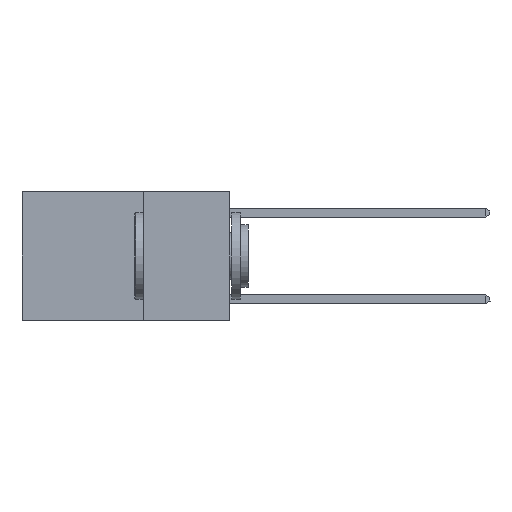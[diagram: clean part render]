
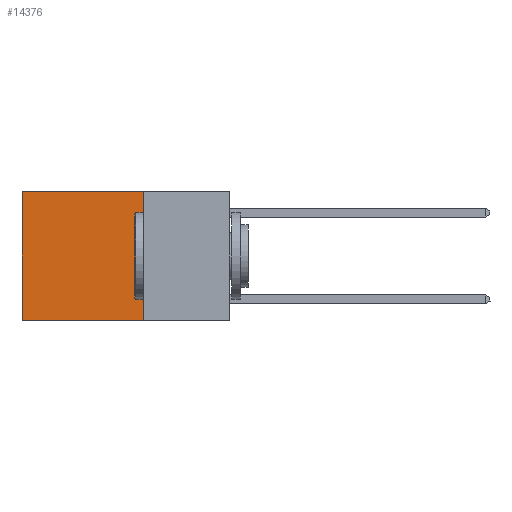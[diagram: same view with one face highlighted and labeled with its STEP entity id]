
A CAD part, left-side view. The second image highlights one B-rep face of the part: STEP entity #14376.
In plain terms, the highlighted planar face has unit normal (-1, 0, 0).
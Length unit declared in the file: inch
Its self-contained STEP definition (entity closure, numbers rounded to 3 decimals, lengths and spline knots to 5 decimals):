
#478 = LINE ( 'NONE', #8826, #830 ) ;
#830 = VECTOR ( 'NONE', #10863, 39.37008 ) ;
#1748 = LINE ( 'NONE', #24568, #10790 ) ;
#3130 = VERTEX_POINT ( 'NONE', #19243 ) ;
#3537 = DIRECTION ( 'NONE',  ( 0., 1., 0. ) ) ;
#3560 = ORIENTED_EDGE ( 'NONE', *, *, #13490, .T. ) ;
#5069 = VERTEX_POINT ( 'NONE', #24974 ) ;
#5216 = VERTEX_POINT ( 'NONE', #19620 ) ;
#6017 = CARTESIAN_POINT ( 'NONE',  ( 0.2625, 0.6, 0. ) ) ;
#7498 = LINE ( 'NONE', #15810, #13122 ) ;
#7850 = AXIS2_PLACEMENT_3D ( 'NONE', #14189, #19977, #22526 ) ;
#8826 = CARTESIAN_POINT ( 'NONE',  ( 0.2625, 0.6, 0. ) ) ;
#10053 = CARTESIAN_POINT ( 'NONE',  ( 0.2625, 0.25, 0. ) ) ;
#10351 = EDGE_CURVE ( 'NONE', #5216, #5069, #1748, .T. ) ;
#10790 = VECTOR ( 'NONE', #3537, 39.37008 ) ;
#10863 = DIRECTION ( 'NONE',  ( 0., 0., -1. ) ) ;
#11480 = PLANE ( 'NONE',  #7850 ) ;
#11926 = ORIENTED_EDGE ( 'NONE', *, *, #10351, .F. ) ;
#12580 = VECTOR ( 'NONE', #17858, 39.37008 ) ;
#13122 = VECTOR ( 'NONE', #23732, 39.37008 ) ;
#13490 = EDGE_CURVE ( 'NONE', #3130, #17199, #22484, .T. ) ;
#13740 = EDGE_CURVE ( 'NONE', #17199, #5069, #478, .T. ) ;
#14189 = CARTESIAN_POINT ( 'NONE',  ( 0.2625, 0.25, 0. ) ) ;
#14376 = ADVANCED_FACE ( 'NONE', ( #26890 ), #11480, .F. ) ;
#14601 = ORIENTED_EDGE ( 'NONE', *, *, #17502, .F. ) ;
#15048 = EDGE_LOOP ( 'NONE', ( #21601, #11926, #14601, #3560 ) ) ;
#15810 = CARTESIAN_POINT ( 'NONE',  ( 0.2625, 0.25, 0. ) ) ;
#17199 = VERTEX_POINT ( 'NONE', #6017 ) ;
#17502 = EDGE_CURVE ( 'NONE', #3130, #5216, #7498, .T. ) ;
#17858 = DIRECTION ( 'NONE',  ( 0., 1., 0. ) ) ;
#19243 = CARTESIAN_POINT ( 'NONE',  ( 0.2625, 0.25, 0. ) ) ;
#19620 = CARTESIAN_POINT ( 'NONE',  ( 0.2625, 0.25, -0.37 ) ) ;
#19977 = DIRECTION ( 'NONE',  ( 1., 0., 0. ) ) ;
#21601 = ORIENTED_EDGE ( 'NONE', *, *, #13740, .T. ) ;
#22484 = LINE ( 'NONE', #10053, #12580 ) ;
#22526 = DIRECTION ( 'NONE',  ( 0., 0., -1. ) ) ;
#23732 = DIRECTION ( 'NONE',  ( 0., 0., -1. ) ) ;
#24568 = CARTESIAN_POINT ( 'NONE',  ( 0.2625, 0.25, -0.37 ) ) ;
#24974 = CARTESIAN_POINT ( 'NONE',  ( 0.2625, 0.6, -0.37 ) ) ;
#26890 = FACE_OUTER_BOUND ( 'NONE', #15048, .T. ) ;
